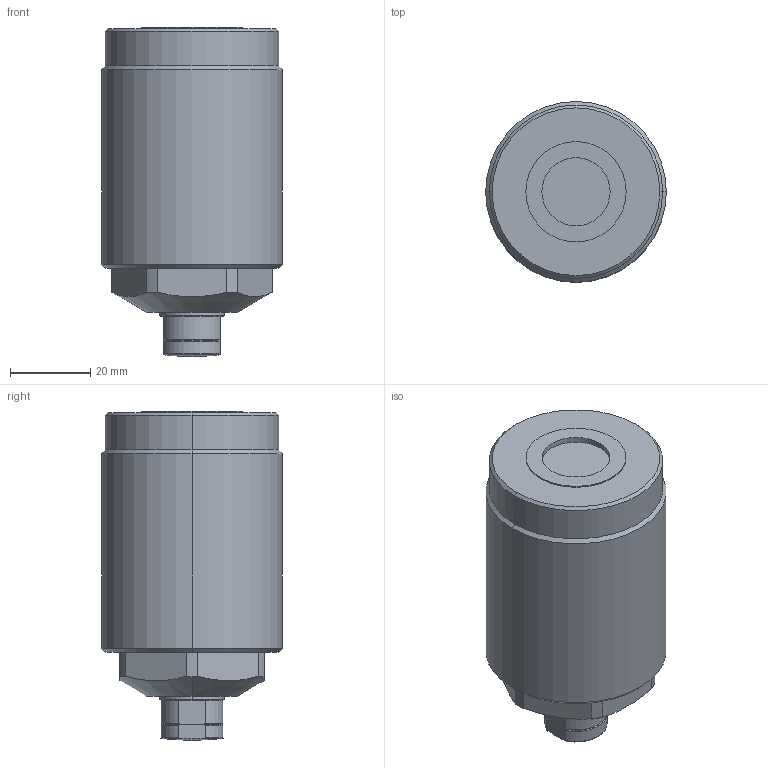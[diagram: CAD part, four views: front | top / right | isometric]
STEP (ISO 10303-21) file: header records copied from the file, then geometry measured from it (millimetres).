
FILE_DESCRIPTION (( 'STEP AP203' ), '1' );
FILE_NAME ('HSP-45BL-S.STEP', '2022-11-21T09:10:59', ( '微软用户' ), ( '微软中国' ), 'SwSTEP 2.0', 'SolidWorks 2012', '' );
FILE_SCHEMA (( 'CONFIG_CONTROL_DESIGN' ));
Length unit declared in the file: millimetre
Products named in the file (4): HSP-45BL-S掛极; HSP-45BL-S活塞杆; HSP-45BL-埴芛蹟邡; HSP-45BL-S
Assembly tree (3 placements, depth 2):
  HSP-45BL-S
    HSP-45BL-S掛极
    HSP-45BL-S活塞杆
    HSP-45BL-埴芛蹟邡
Bounding box: 45 x 45 x 82 mm (x, y, z)
Volume: 106059.1 mm3; surface area: 15745.1 mm2
Topology: 3 solids, 3 shells, 89 faces, 205 edges, 127 vertices
Faces by surface type: cylinder 31, cone 31, plane 23, sphere 2, torus 2
Entity records: 3020 total; most frequent: CARTESIAN_POINT 575, DIRECTION 462, ORIENTED_EDGE 406, EDGE_CURVE 203, AXIS2_PLACEMENT_3D 194, VERTEX_POINT 127, CIRCLE 99, EDGE_LOOP 96
